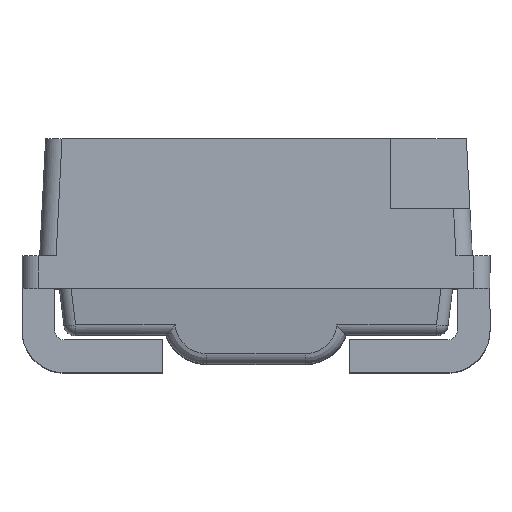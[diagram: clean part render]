
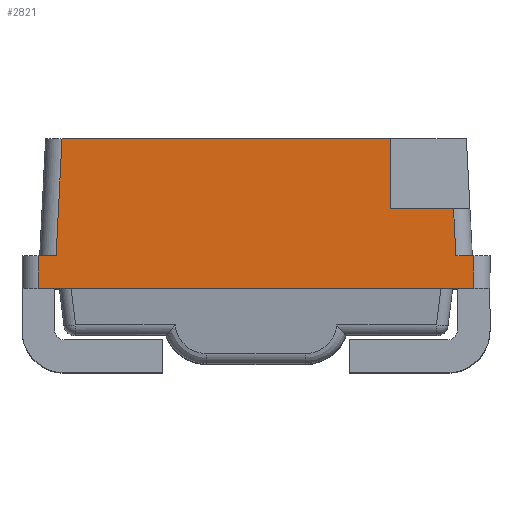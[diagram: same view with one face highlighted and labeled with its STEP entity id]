
A CAD part, top view. The second image highlights one B-rep face of the part: STEP entity #2821.
In plain terms, the highlighted planar face has unit normal (0, 0, 1).
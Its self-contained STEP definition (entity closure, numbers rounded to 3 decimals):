
#10 = CARTESIAN_POINT ( 'NONE',  ( 0.93, -0.14, 1. ) ) ;
#55 = DIRECTION ( 'NONE',  ( -1., 0., 0. ) ) ;
#93 = ORIENTED_EDGE ( 'NONE', *, *, #2964, .T. ) ;
#166 = VERTEX_POINT ( 'NONE', #459 ) ;
#285 = EDGE_CURVE ( 'NONE', #1373, #724, #1117, .T. ) ;
#384 = VECTOR ( 'NONE', #2503, 1000. ) ;
#392 = LINE ( 'NONE', #1120, #3131 ) ;
#399 = VECTOR ( 'NONE', #1353, 1000. ) ;
#425 = ORIENTED_EDGE ( 'NONE', *, *, #3289, .T. ) ;
#444 = CARTESIAN_POINT ( 'NONE',  ( -0.93, 0., 1. ) ) ;
#453 = EDGE_CURVE ( 'NONE', #724, #2487, #1571, .T. ) ;
#459 = CARTESIAN_POINT ( 'NONE',  ( 0.854, 0., 1. ) ) ;
#554 = PLANE ( 'NONE',  #2836 ) ;
#574 = VERTEX_POINT ( 'NONE', #10 ) ;
#660 = LINE ( 'NONE', #964, #3159 ) ;
#724 = VERTEX_POINT ( 'NONE', #895 ) ;
#805 = DIRECTION ( 'NONE',  ( 1., 0., 0. ) ) ;
#852 = LINE ( 'NONE', #2302, #3128 ) ;
#895 = CARTESIAN_POINT ( 'NONE',  ( -0.854, 0., 1. ) ) ;
#916 = EDGE_CURVE ( 'NONE', #1514, #1759, #2953, .T. ) ;
#938 = ORIENTED_EDGE ( 'NONE', *, *, #1684, .T. ) ;
#964 = CARTESIAN_POINT ( 'NONE',  ( 0.93, 0., 1. ) ) ;
#1072 = DIRECTION ( 'NONE',  ( -1., 0., 0. ) ) ;
#1079 = EDGE_CURVE ( 'NONE', #166, #1145, #2989, .T. ) ;
#1084 = DIRECTION ( 'NONE',  ( 0., 0., 1. ) ) ;
#1112 = VECTOR ( 'NONE', #2309, 1000. ) ;
#1113 = CARTESIAN_POINT ( 'NONE',  ( 0.574, 0.2, 1. ) ) ;
#1117 = LINE ( 'NONE', #2078, #2550 ) ;
#1120 = CARTESIAN_POINT ( 'NONE',  ( -0.899, 0.5, 1. ) ) ;
#1130 = CARTESIAN_POINT ( 'NONE',  ( 0.574, 0.2, 1. ) ) ;
#1145 = VERTEX_POINT ( 'NONE', #2101 ) ;
#1257 = CARTESIAN_POINT ( 'NONE',  ( 0.574, 0.2, 1. ) ) ;
#1302 = LINE ( 'NONE', #1130, #384 ) ;
#1353 = DIRECTION ( 'NONE',  ( 0., 1., 0. ) ) ;
#1373 = VERTEX_POINT ( 'NONE', #1949 ) ;
#1507 = LINE ( 'NONE', #3281, #2498 ) ;
#1514 = VERTEX_POINT ( 'NONE', #1257 ) ;
#1571 = LINE ( 'NONE', #2455, #1732 ) ;
#1584 = ORIENTED_EDGE ( 'NONE', *, *, #2639, .F. ) ;
#1615 = DIRECTION ( 'NONE',  ( 0., -1., 0. ) ) ;
#1684 = EDGE_CURVE ( 'NONE', #3238, #166, #1507, .T. ) ;
#1732 = VECTOR ( 'NONE', #1072, 1000. ) ;
#1742 = CARTESIAN_POINT ( 'NONE',  ( 0.574, 0.5, 1. ) ) ;
#1759 = VERTEX_POINT ( 'NONE', #1742 ) ;
#1863 = EDGE_CURVE ( 'NONE', #1759, #1373, #392, .T. ) ;
#1871 = CARTESIAN_POINT ( 'NONE',  ( 1., -0.14, 1. ) ) ;
#1913 = ORIENTED_EDGE ( 'NONE', *, *, #1863, .T. ) ;
#1927 = LINE ( 'NONE', #1871, #2400 ) ;
#1949 = CARTESIAN_POINT ( 'NONE',  ( -0.829, 0.5, 1. ) ) ;
#2018 = CARTESIAN_POINT ( 'NONE',  ( 0.93, 0., 1. ) ) ;
#2052 = CARTESIAN_POINT ( 'NONE',  ( 0.852, 0.043, 1. ) ) ;
#2057 = DIRECTION ( 'NONE',  ( -0.051, -0.999, 0. ) ) ;
#2078 = CARTESIAN_POINT ( 'NONE',  ( -0.852, 0.043, 1. ) ) ;
#2087 = EDGE_CURVE ( 'NONE', #2487, #2795, #852, .T. ) ;
#2101 = CARTESIAN_POINT ( 'NONE',  ( 0.844, 0.2, 1. ) ) ;
#2180 = EDGE_LOOP ( 'NONE', ( #2256, #1913, #2698, #3388, #3256, #93, #425, #938, #3111, #1584 ) ) ;
#2256 = ORIENTED_EDGE ( 'NONE', *, *, #916, .T. ) ;
#2302 = CARTESIAN_POINT ( 'NONE',  ( -0.93, -0.14, 1. ) ) ;
#2309 = DIRECTION ( 'NONE',  ( -0.051, 0.999, 0. ) ) ;
#2400 = VECTOR ( 'NONE', #805, 1000. ) ;
#2455 = CARTESIAN_POINT ( 'NONE',  ( 1., 0., 1. ) ) ;
#2487 = VERTEX_POINT ( 'NONE', #444 ) ;
#2498 = VECTOR ( 'NONE', #2803, 1000. ) ;
#2503 = DIRECTION ( 'NONE',  ( 1., 0., 0. ) ) ;
#2550 = VECTOR ( 'NONE', #2057, 1000. ) ;
#2639 = EDGE_CURVE ( 'NONE', #1514, #1145, #1302, .T. ) ;
#2698 = ORIENTED_EDGE ( 'NONE', *, *, #285, .T. ) ;
#2756 = DIRECTION ( 'NONE',  ( 1., 0., 0. ) ) ;
#2795 = VERTEX_POINT ( 'NONE', #3026 ) ;
#2798 = DIRECTION ( 'NONE',  ( 0., 1., 0. ) ) ;
#2803 = DIRECTION ( 'NONE',  ( -1., 0., 0. ) ) ;
#2821 = ADVANCED_FACE ( 'NONE', ( #2934 ), #554, .T. ) ;
#2836 = AXIS2_PLACEMENT_3D ( 'NONE', #3313, #1084, #2756 ) ;
#2934 = FACE_OUTER_BOUND ( 'NONE', #2180, .T. ) ;
#2953 = LINE ( 'NONE', #1113, #399 ) ;
#2964 = EDGE_CURVE ( 'NONE', #2795, #574, #1927, .T. ) ;
#2989 = LINE ( 'NONE', #2052, #1112 ) ;
#3026 = CARTESIAN_POINT ( 'NONE',  ( -0.93, -0.14, 1. ) ) ;
#3111 = ORIENTED_EDGE ( 'NONE', *, *, #1079, .T. ) ;
#3128 = VECTOR ( 'NONE', #1615, 1000. ) ;
#3131 = VECTOR ( 'NONE', #55, 1000. ) ;
#3159 = VECTOR ( 'NONE', #2798, 1000. ) ;
#3238 = VERTEX_POINT ( 'NONE', #2018 ) ;
#3256 = ORIENTED_EDGE ( 'NONE', *, *, #2087, .T. ) ;
#3281 = CARTESIAN_POINT ( 'NONE',  ( 1., 0., 1. ) ) ;
#3289 = EDGE_CURVE ( 'NONE', #574, #3238, #660, .T. ) ;
#3313 = CARTESIAN_POINT ( 'NONE',  ( 0., 0., 1. ) ) ;
#3388 = ORIENTED_EDGE ( 'NONE', *, *, #453, .T. ) ;
